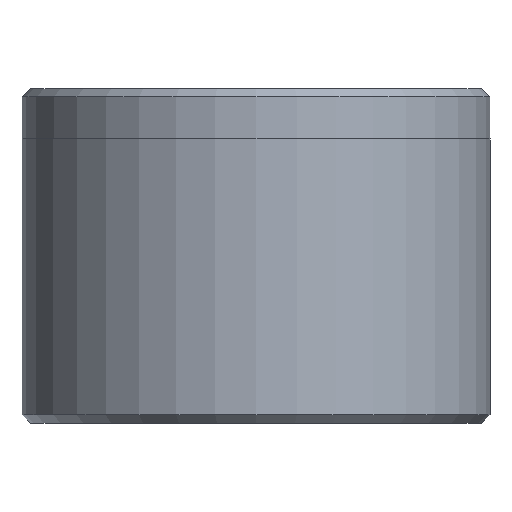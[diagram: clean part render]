
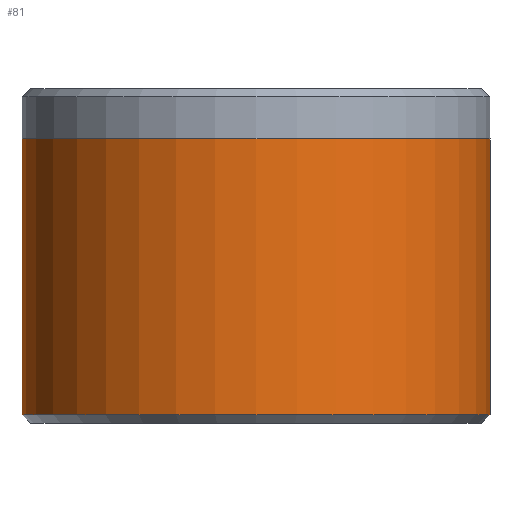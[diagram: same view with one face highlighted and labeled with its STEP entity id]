
A CAD part, front view. The second image highlights one B-rep face of the part: STEP entity #81.
In plain terms, the highlighted cylindrical face has radius 14 mm (diameter 28 mm), a partial arc.
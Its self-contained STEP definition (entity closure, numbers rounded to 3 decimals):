
#40 = CARTESIAN_POINT ( 'NONE',  ( 0., 0., 20. ) ) ;
#68 = EDGE_LOOP ( 'NONE', ( #930, #1473, #1839, #168 ) ) ;
#73 = DIRECTION ( 'NONE',  ( 0., 0., -1. ) ) ;
#81 = ADVANCED_FACE ( 'NONE', ( #670 ), #1924, .T. ) ;
#168 = ORIENTED_EDGE ( 'NONE', *, *, #2104, .T. ) ;
#183 = AXIS2_PLACEMENT_3D ( 'NONE', #390, #1605, #566 ) ;
#257 = CARTESIAN_POINT ( 'NONE',  ( -14., 0., 17. ) ) ;
#362 = EDGE_CURVE ( 'NONE', #1124, #413, #879, .T. ) ;
#390 = CARTESIAN_POINT ( 'NONE',  ( 0., 0., 17. ) ) ;
#393 = CARTESIAN_POINT ( 'NONE',  ( 14., 0., 0.5 ) ) ;
#413 = VERTEX_POINT ( 'NONE', #2146 ) ;
#518 = VECTOR ( 'NONE', #759, 1000. ) ;
#522 = DIRECTION ( 'NONE',  ( 0., 0., 1. ) ) ;
#566 = DIRECTION ( 'NONE',  ( 1., 0., 0. ) ) ;
#661 = AXIS2_PLACEMENT_3D ( 'NONE', #40, #1971, #947 ) ;
#670 = FACE_OUTER_BOUND ( 'NONE', #68, .T. ) ;
#692 = LINE ( 'NONE', #1617, #1039 ) ;
#759 = DIRECTION ( 'NONE',  ( 0., 0., -1. ) ) ;
#879 = LINE ( 'NONE', #1211, #518 ) ;
#895 = CARTESIAN_POINT ( 'NONE',  ( 14., 0., 17. ) ) ;
#930 = ORIENTED_EDGE ( 'NONE', *, *, #1037, .F. ) ;
#947 = DIRECTION ( 'NONE',  ( -1., 0., 0. ) ) ;
#1037 = EDGE_CURVE ( 'NONE', #1587, #1660, #692, .T. ) ;
#1039 = VECTOR ( 'NONE', #73, 1000. ) ;
#1124 = VERTEX_POINT ( 'NONE', #257 ) ;
#1189 = EDGE_CURVE ( 'NONE', #1124, #1587, #1699, .T. ) ;
#1211 = CARTESIAN_POINT ( 'NONE',  ( -14., 0., 20. ) ) ;
#1473 = ORIENTED_EDGE ( 'NONE', *, *, #1189, .F. ) ;
#1562 = CARTESIAN_POINT ( 'NONE',  ( 0., 0., 0.5 ) ) ;
#1587 = VERTEX_POINT ( 'NONE', #895 ) ;
#1605 = DIRECTION ( 'NONE',  ( 0., 0., 1. ) ) ;
#1617 = CARTESIAN_POINT ( 'NONE',  ( 14., 0., 20. ) ) ;
#1660 = VERTEX_POINT ( 'NONE', #393 ) ;
#1699 = CIRCLE ( 'NONE', #183, 14. ) ;
#1720 = CIRCLE ( 'NONE', #1726, 14. ) ;
#1726 = AXIS2_PLACEMENT_3D ( 'NONE', #1562, #522, #1734 ) ;
#1734 = DIRECTION ( 'NONE',  ( 1., 0., 0. ) ) ;
#1839 = ORIENTED_EDGE ( 'NONE', *, *, #362, .T. ) ;
#1924 = CYLINDRICAL_SURFACE ( 'NONE', #661, 14. ) ;
#1971 = DIRECTION ( 'NONE',  ( 0., 0., -1. ) ) ;
#2104 = EDGE_CURVE ( 'NONE', #413, #1660, #1720, .T. ) ;
#2146 = CARTESIAN_POINT ( 'NONE',  ( -14., 0., 0.5 ) ) ;
